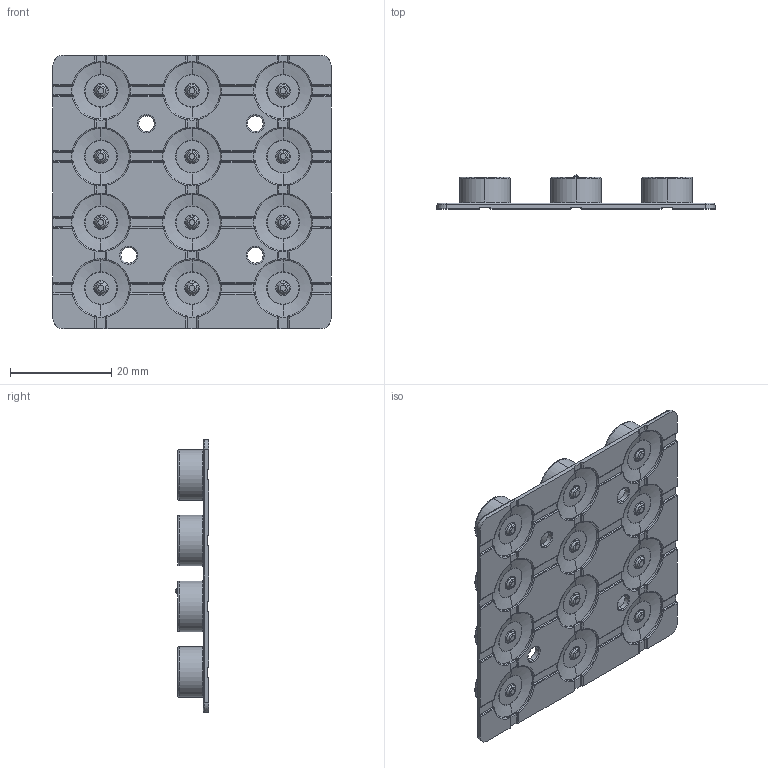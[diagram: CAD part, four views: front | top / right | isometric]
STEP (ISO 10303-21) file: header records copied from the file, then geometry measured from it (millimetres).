
FILE_DESCRIPTION (( 'STEP AP214' ), '1' );
FILE_NAME ('2282 - 005 - KEYBOARD SLEEVE - V08 - 20250325.STEP', '2025-03-25T15:01:33', ( '' ), ( '' ), 'SwSTEP 2.0', 'SolidWorks 2022', '' );
FILE_SCHEMA (( 'AUTOMOTIVE_DESIGN' ));
Length unit declared in the file: millimetre
Products named in the file (1): 2282 - 005 - KEYBOARD SLEEVE - V08 - 20250325
Bounding box: 55 x 6.7 x 54 mm (x, y, z)
Volume: 6898.6 mm3; surface area: 8214.1 mm2
Topology: 1 solids, 1 shells, 863 faces, 2120 edges, 1198 vertices
Faces by surface type: torus 341, cylinder 149, bspline 98, sphere 96, plane 95, cone 84
Entity records: 25943 total; most frequent: CARTESIAN_POINT 6588, DIRECTION 4550, ORIENTED_EDGE 3896, AXIS2_PLACEMENT_3D 2106, EDGE_CURVE 1948, CIRCLE 1340, VERTEX_POINT 1112, EDGE_LOOP 896
